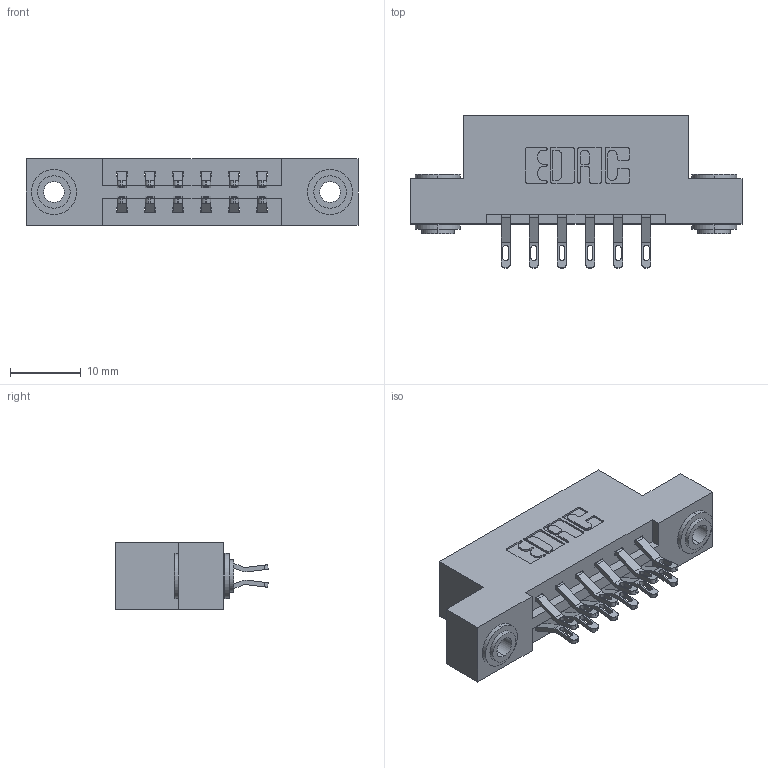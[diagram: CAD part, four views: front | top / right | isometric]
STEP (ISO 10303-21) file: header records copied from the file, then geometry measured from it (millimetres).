
FILE_DESCRIPTION (( 'STEP AP203' ), '1' );
FILE_NAME ('337-012-555-203.STEP', '2018-08-04T05:04:21', ( '' ), ( '' ), 'SwSTEP 2.0', 'SolidWorks 2016', '' );
FILE_SCHEMA (( 'CONFIG_CONTROL_DESIGN' ));
Length unit declared in the file: inch
Products named in the file (4): 337-012-555-203; 337 Part_Flush Mounting Lugs - 0.156 Dia-TH; 345-292-001_555 Tail; 345-250-002_345-250-002-102
Assembly tree (15 placements, depth 2):
  337-012-555-203
    337 Part_Flush Mounting Lugs - 0.156 Dia-TH
    345-292-001_555 Tail  x12
    345-250-002_345-250-002-102  x2
Bounding box: 46.79 x 21.47 x 9.4 mm (x, y, z)
Volume: 4505.8 mm3; surface area: 5099.7 mm2
Topology: 15 solids, 15 shells, 872 faces, 2655 edges, 1766 vertices
Faces by surface type: plane 512, cylinder 352, cone 8
Entity records: 10284 total; most frequent: CARTESIAN_POINT 1771, ORIENTED_EDGE 1670, DIRECTION 1577, EDGE_CURVE 835, VECTOR 663, LINE 663, VERTEX_POINT 554, AXIS2_PLACEMENT_3D 457
